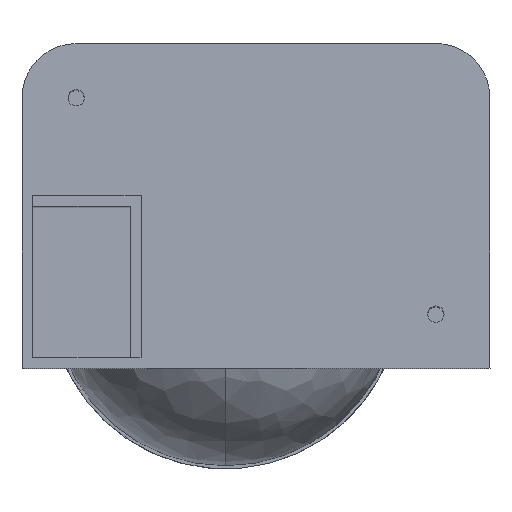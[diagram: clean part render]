
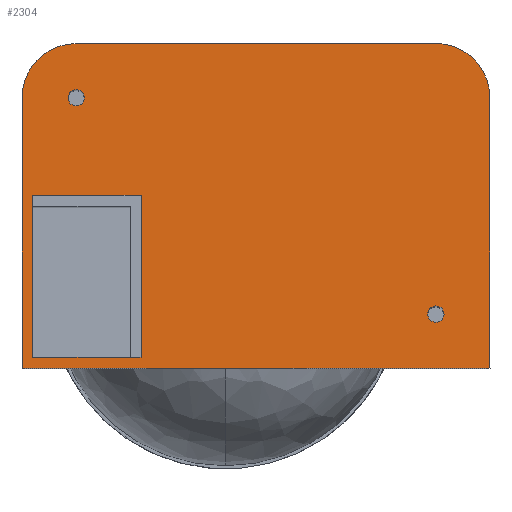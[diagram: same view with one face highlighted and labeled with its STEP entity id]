
A CAD part, top view. The second image highlights one B-rep face of the part: STEP entity #2304.
In plain terms, the highlighted planar face has unit normal (0, 0.017, 1).
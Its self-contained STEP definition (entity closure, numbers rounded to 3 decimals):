
#12 = DIRECTION ( 'NONE',  ( 0., 1., -0.017 ) ) ;
#21 = DIRECTION ( 'NONE',  ( 0., 0.017, 1. ) ) ;
#81 = VERTEX_POINT ( 'NONE', #1068 ) ;
#90 = CARTESIAN_POINT ( 'NONE',  ( -23.25, 2., 36.717 ) ) ;
#145 = AXIS2_PLACEMENT_3D ( 'NONE', #1706, #1537, #668 ) ;
#154 = EDGE_CURVE ( 'NONE', #888, #2727, #879, .T. ) ;
#158 = EDGE_CURVE ( 'NONE', #2158, #1421, #810, .T. ) ;
#228 = CARTESIAN_POINT ( 'NONE',  ( 33.25, 11.498, 36.558 ) ) ;
#260 = CARTESIAN_POINT ( 'NONE',  ( -23.25, 2., 36.717 ) ) ;
#294 = VECTOR ( 'NONE', #2072, 1000. ) ;
#328 = LINE ( 'NONE', #466, #496 ) ;
#344 = CARTESIAN_POINT ( 'NONE',  ( -43.25, 0.612, 36.74 ) ) ;
#347 = CARTESIAN_POINT ( 'NONE',  ( -21.25, 29.996, 36.25 ) ) ;
#352 = CARTESIAN_POINT ( 'NONE',  ( -41.25, 2., 36.717 ) ) ;
#356 = CARTESIAN_POINT ( 'NONE',  ( -43.239, 49.994, 35.917 ) ) ;
#397 = EDGE_CURVE ( 'NONE', #888, #2058, #1324, .T. ) ;
#403 = VERTEX_POINT ( 'NONE', #260 ) ;
#431 = LINE ( 'NONE', #2400, #1772 ) ;
#433 = CARTESIAN_POINT ( 'NONE',  ( -41.25, 31.996, 36.217 ) ) ;
#448 = CARTESIAN_POINT ( 'NONE',  ( 33.25, 9.999, 36.583 ) ) ;
#458 = CIRCLE ( 'NONE', #1099, 1.5 ) ;
#459 = DIRECTION ( 'NONE',  ( 0., 1., -0.017 ) ) ;
#466 = CARTESIAN_POINT ( 'NONE',  ( -21.25, 2.051, 36.716 ) ) ;
#494 = EDGE_CURVE ( 'NONE', #2460, #2058, #431, .T. ) ;
#496 = VECTOR ( 'NONE', #2176, 1000. ) ;
#504 = CARTESIAN_POINT ( 'NONE',  ( 43.239, 49.994, 35.917 ) ) ;
#514 = EDGE_LOOP ( 'NONE', ( #1027, #1489 ) ) ;
#603 = CARTESIAN_POINT ( 'NONE',  ( 43.25, 0., 36.75 ) ) ;
#606 = CARTESIAN_POINT ( 'NONE',  ( 33.25, 8.499, 36.608 ) ) ;
#630 = CARTESIAN_POINT ( 'NONE',  ( -43.237, 55.857, 35.819 ) ) ;
#665 = CARTESIAN_POINT ( 'NONE',  ( -43.25, 0.612, 36.74 ) ) ;
#668 = DIRECTION ( 'NONE',  ( 0., 1., -0.017 ) ) ;
#710 = VERTEX_POINT ( 'NONE', #2056 ) ;
#810 = CIRCLE ( 'NONE', #2273, 1.5 ) ;
#846 = ORIENTED_EDGE ( 'NONE', *, *, #2739, .F. ) ;
#854 = CARTESIAN_POINT ( 'NONE',  ( -33.238, 49.983, 35.917 ) ) ;
#856 = ORIENTED_EDGE ( 'NONE', *, *, #1371, .T. ) ;
#863 = DIRECTION ( 'NONE',  ( 0., 0.017, 1. ) ) ;
#876 = CARTESIAN_POINT ( 'NONE',  ( -41.25, 31.996, 36.217 ) ) ;
#879 = LINE ( 'NONE', #665, #1739 ) ;
#882 = VERTEX_POINT ( 'NONE', #876 ) ;
#884 = EDGE_CURVE ( 'NONE', #1813, #882, #1449, .T. ) ;
#888 = VERTEX_POINT ( 'NONE', #1577 ) ;
#920 = EDGE_LOOP ( 'NONE', ( #2592, #1522, #846, #1981, #1551 ) ) ;
#924 = CARTESIAN_POINT ( 'NONE',  ( 39.099, 60., 35.75 ) ) ;
#933 = ORIENTED_EDGE ( 'NONE', *, *, #1933, .F. ) ;
#947 = DIRECTION ( 'NONE',  ( 0., 1., -0.017 ) ) ;
#952 = CARTESIAN_POINT ( 'NONE',  ( -21.25, 2.051, 36.716 ) ) ;
#1012 = FACE_BOUND ( 'NONE', #514, .T. ) ;
#1014 = DIRECTION ( 'NONE',  ( 1., 0., 0. ) ) ;
#1027 = ORIENTED_EDGE ( 'NONE', *, *, #2700, .F. ) ;
#1030 = EDGE_CURVE ( 'NONE', #81, #403, #2445, .T. ) ;
#1062 = CARTESIAN_POINT ( 'NONE',  ( -33.246, 60., 35.75 ) ) ;
#1068 = CARTESIAN_POINT ( 'NONE',  ( -41.25, 2., 36.717 ) ) ;
#1099 = AXIS2_PLACEMENT_3D ( 'NONE', #2212, #2684, #947 ) ;
#1117 = CARTESIAN_POINT ( 'NONE',  ( 33.246, 60., 35.75 ) ) ;
#1149 = CARTESIAN_POINT ( 'NONE',  ( 43.237, 55.857, 35.819 ) ) ;
#1155 = LINE ( 'NONE', #2078, #2408 ) ;
#1188 = CIRCLE ( 'NONE', #2068, 1.5 ) ;
#1215 =( BOUNDED_CURVE ( )  B_SPLINE_CURVE ( 3, ( #2401, #1149, #924, #1965 ),
 .UNSPECIFIED., .F., .F. ) 
 B_SPLINE_CURVE_WITH_KNOTS ( ( 4, 4 ),
 ( 1.794, 3.363 ),
 .UNSPECIFIED. ) 
 CURVE ( )  GEOMETRIC_REPRESENTATION_ITEM ( )  RATIONAL_B_SPLINE_CURVE ( ( 1., 0.805, 0.805, 1. ) ) 
 REPRESENTATION_ITEM ( '' )  );
#1217 = DIRECTION ( 'NONE',  ( 0., -0.017, -1. ) ) ;
#1228 = VECTOR ( 'NONE', #2208, 1000. ) ;
#1239 = EDGE_CURVE ( 'NONE', #1554, #1911, #1155, .T. ) ;
#1316 = FACE_BOUND ( 'NONE', #920, .T. ) ;
#1319 = EDGE_CURVE ( 'NONE', #1554, #2727, #1611, .T. ) ;
#1324 = LINE ( 'NONE', #2695, #1228 ) ;
#1371 = EDGE_CURVE ( 'NONE', #2460, #1911, #1215, .T. ) ;
#1396 = ORIENTED_EDGE ( 'NONE', *, *, #1929, .F. ) ;
#1411 = LINE ( 'NONE', #347, #1730 ) ;
#1421 = VERTEX_POINT ( 'NONE', #228 ) ;
#1431 = CARTESIAN_POINT ( 'NONE',  ( -33.246, 60., 35.75 ) ) ;
#1449 = LINE ( 'NONE', #433, #2679 ) ;
#1489 = ORIENTED_EDGE ( 'NONE', *, *, #158, .F. ) ;
#1496 = VERTEX_POINT ( 'NONE', #1795 ) ;
#1506 = CARTESIAN_POINT ( 'NONE',  ( -39.099, 60., 35.75 ) ) ;
#1514 = LINE ( 'NONE', #352, #294 ) ;
#1522 = ORIENTED_EDGE ( 'NONE', *, *, #884, .F. ) ;
#1527 = VERTEX_POINT ( 'NONE', #952 ) ;
#1537 = DIRECTION ( 'NONE',  ( 0., 0.017, 1. ) ) ;
#1551 = ORIENTED_EDGE ( 'NONE', *, *, #1030, .F. ) ;
#1554 = VERTEX_POINT ( 'NONE', #1431 ) ;
#1565 = DIRECTION ( 'NONE',  ( 0., -1., 0.017 ) ) ;
#1577 = CARTESIAN_POINT ( 'NONE',  ( -43.25, 0., 36.75 ) ) ;
#1600 = DIRECTION ( 'NONE',  ( 1., 0., 0. ) ) ;
#1611 =( BOUNDED_CURVE ( )  B_SPLINE_CURVE ( 3, ( #1062, #1506, #630, #1718 ),
 .UNSPECIFIED., .F., .F. ) 
 B_SPLINE_CURVE_WITH_KNOTS ( ( 4, 4 ),
 ( 6.061, 7.631 ),
 .UNSPECIFIED. ) 
 CURVE ( )  GEOMETRIC_REPRESENTATION_ITEM ( )  RATIONAL_B_SPLINE_CURVE ( ( 1., 0.805, 0.805, 1. ) ) 
 REPRESENTATION_ITEM ( '' )  );
#1706 = CARTESIAN_POINT ( 'NONE',  ( -33.238, 49.983, 35.917 ) ) ;
#1718 = CARTESIAN_POINT ( 'NONE',  ( -43.239, 49.994, 35.917 ) ) ;
#1730 = VECTOR ( 'NONE', #2060, 1000. ) ;
#1739 = VECTOR ( 'NONE', #12, 1000. ) ;
#1752 = CARTESIAN_POINT ( 'NONE',  ( -21.25, 31.996, 36.217 ) ) ;
#1772 = VECTOR ( 'NONE', #1565, 1000. ) ;
#1780 = EDGE_LOOP ( 'NONE', ( #1396, #933 ) ) ;
#1795 = CARTESIAN_POINT ( 'NONE',  ( -33.238, 51.483, 35.892 ) ) ;
#1813 = VERTEX_POINT ( 'NONE', #1752 ) ;
#1853 = EDGE_LOOP ( 'NONE', ( #2154, #2379, #2324, #1956, #2063, #856 ) ) ;
#1873 = VECTOR ( 'NONE', #1600, 1000. ) ;
#1911 = VERTEX_POINT ( 'NONE', #1117 ) ;
#1929 = EDGE_CURVE ( 'NONE', #1496, #710, #1188, .T. ) ;
#1933 = EDGE_CURVE ( 'NONE', #710, #1496, #2540, .T. ) ;
#1936 = DIRECTION ( 'NONE',  ( -1., 0., 0. ) ) ;
#1956 = ORIENTED_EDGE ( 'NONE', *, *, #397, .T. ) ;
#1965 = CARTESIAN_POINT ( 'NONE',  ( 33.246, 60., 35.75 ) ) ;
#1981 = ORIENTED_EDGE ( 'NONE', *, *, #2648, .F. ) ;
#2035 = EDGE_CURVE ( 'NONE', #882, #81, #1514, .T. ) ;
#2036 = DIRECTION ( 'NONE',  ( 0., 1., -0.017 ) ) ;
#2056 = CARTESIAN_POINT ( 'NONE',  ( -33.238, 48.484, 35.942 ) ) ;
#2058 = VERTEX_POINT ( 'NONE', #603 ) ;
#2060 = DIRECTION ( 'NONE',  ( 0., 1., -0.017 ) ) ;
#2063 = ORIENTED_EDGE ( 'NONE', *, *, #494, .F. ) ;
#2068 = AXIS2_PLACEMENT_3D ( 'NONE', #854, #21, #459 ) ;
#2072 = DIRECTION ( 'NONE',  ( 0., -1., 0.017 ) ) ;
#2073 = FACE_BOUND ( 'NONE', #1780, .T. ) ;
#2078 = CARTESIAN_POINT ( 'NONE',  ( -43.25, 60., 35.75 ) ) ;
#2154 = ORIENTED_EDGE ( 'NONE', *, *, #1239, .F. ) ;
#2158 = VERTEX_POINT ( 'NONE', #606 ) ;
#2176 = DIRECTION ( 'NONE',  ( 1., 0.026, 0. ) ) ;
#2208 = DIRECTION ( 'NONE',  ( 1., 0., 0. ) ) ;
#2212 = CARTESIAN_POINT ( 'NONE',  ( 33.25, 9.999, 36.583 ) ) ;
#2268 = FACE_OUTER_BOUND ( 'NONE', #1853, .T. ) ;
#2273 = AXIS2_PLACEMENT_3D ( 'NONE', #448, #863, #2769 ) ;
#2304 = ADVANCED_FACE ( 'NONE', ( #2073, #1316, #2268, #1012 ), #2681, .F. ) ;
#2324 = ORIENTED_EDGE ( 'NONE', *, *, #154, .F. ) ;
#2379 = ORIENTED_EDGE ( 'NONE', *, *, #1319, .T. ) ;
#2400 = CARTESIAN_POINT ( 'NONE',  ( 43.25, 0.632, 36.739 ) ) ;
#2401 = CARTESIAN_POINT ( 'NONE',  ( 43.239, 49.994, 35.917 ) ) ;
#2408 = VECTOR ( 'NONE', #1014, 1000. ) ;
#2445 = LINE ( 'NONE', #90, #1873 ) ;
#2460 = VERTEX_POINT ( 'NONE', #504 ) ;
#2540 = CIRCLE ( 'NONE', #145, 1.5 ) ;
#2592 = ORIENTED_EDGE ( 'NONE', *, *, #2035, .F. ) ;
#2648 = EDGE_CURVE ( 'NONE', #403, #1527, #328, .T. ) ;
#2675 = AXIS2_PLACEMENT_3D ( 'NONE', #344, #1217, #2036 ) ;
#2679 = VECTOR ( 'NONE', #1936, 1000. ) ;
#2681 = PLANE ( 'NONE',  #2675 ) ;
#2684 = DIRECTION ( 'NONE',  ( 0., 0.017, 1. ) ) ;
#2695 = CARTESIAN_POINT ( 'NONE',  ( -43.25, 0., 36.75 ) ) ;
#2700 = EDGE_CURVE ( 'NONE', #1421, #2158, #458, .T. ) ;
#2727 = VERTEX_POINT ( 'NONE', #356 ) ;
#2739 = EDGE_CURVE ( 'NONE', #1527, #1813, #1411, .T. ) ;
#2769 = DIRECTION ( 'NONE',  ( 0., 1., -0.017 ) ) ;
